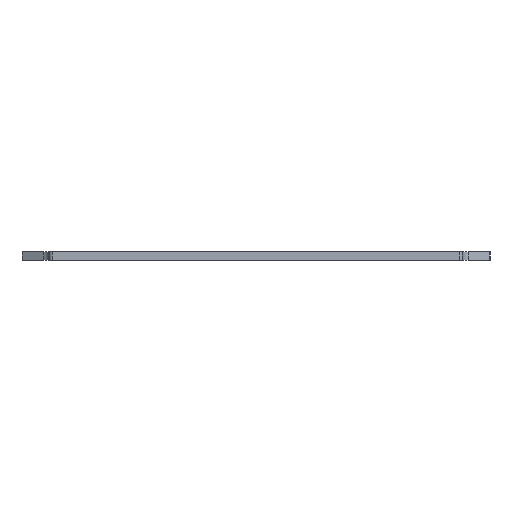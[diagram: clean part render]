
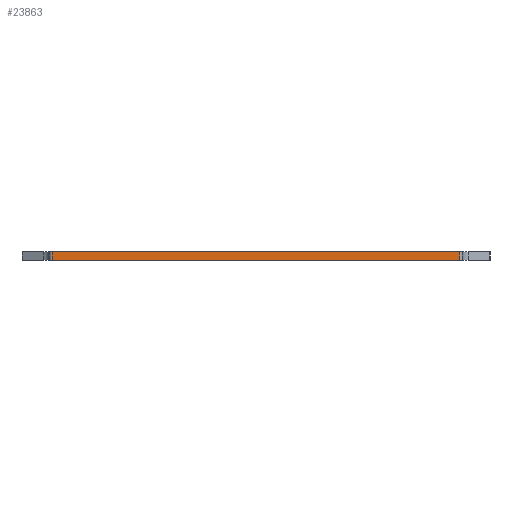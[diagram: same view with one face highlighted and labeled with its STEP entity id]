
A CAD part, left-side view. The second image highlights one B-rep face of the part: STEP entity #23863.
In plain terms, the highlighted planar face has unit normal (-1, 0, 0).
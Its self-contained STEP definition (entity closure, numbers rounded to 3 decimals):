
#84 = PLANE('',#85);
#85 = AXIS2_PLACEMENT_3D('',#86,#87,#88);
#86 = CARTESIAN_POINT('',(134.142,-53.18,1.6));
#87 = DIRECTION('',(0.,0.,-1.));
#88 = DIRECTION('',(-1.,0.,0.));
#143 = PLANE('',#144);
#144 = AXIS2_PLACEMENT_3D('',#145,#146,#147);
#145 = CARTESIAN_POINT('',(134.142,-53.18,0.));
#146 = DIRECTION('',(0.,0.,-1.));
#147 = DIRECTION('',(-1.,0.,0.));
#968 = VERTEX_POINT('',#969);
#969 = CARTESIAN_POINT('',(13.224,-90.255,0.));
#988 = CYLINDRICAL_SURFACE('',#989,0.5);
#989 = AXIS2_PLACEMENT_3D('',#990,#991,#992);
#990 = CARTESIAN_POINT('',(13.724,-90.255,0.));
#991 = DIRECTION('',(0.,0.,-1.));
#992 = DIRECTION('',(1.,0.,0.));
#1000 = EDGE_CURVE('',#968,#1001,#1003,.T.);
#1001 = VERTEX_POINT('',#1002);
#1002 = CARTESIAN_POINT('',(13.224,-16.105,0.));
#1003 = SURFACE_CURVE('',#1004,(#1008,#1015),.PCURVE_S1.);
#1004 = LINE('',#1005,#1006);
#1005 = CARTESIAN_POINT('',(13.224,-90.255,0.));
#1006 = VECTOR('',#1007,1.);
#1007 = DIRECTION('',(0.,1.,0.));
#1008 = PCURVE('',#143,#1009);
#1009 = DEFINITIONAL_REPRESENTATION('',(#1010),#1014);
#1010 = LINE('',#1011,#1012);
#1011 = CARTESIAN_POINT('',(120.919,-37.075));
#1012 = VECTOR('',#1013,1.);
#1013 = DIRECTION('',(0.,1.));
#1014 = ( GEOMETRIC_REPRESENTATION_CONTEXT(2) 
PARAMETRIC_REPRESENTATION_CONTEXT() REPRESENTATION_CONTEXT('2D SPACE',''
  ) );
#1015 = PCURVE('',#1016,#1021);
#1016 = PLANE('',#1017);
#1017 = AXIS2_PLACEMENT_3D('',#1018,#1019,#1020);
#1018 = CARTESIAN_POINT('',(13.224,-90.255,0.));
#1019 = DIRECTION('',(-1.,0.,0.));
#1020 = DIRECTION('',(0.,1.,0.));
#1021 = DEFINITIONAL_REPRESENTATION('',(#1022),#1026);
#1022 = LINE('',#1023,#1024);
#1023 = CARTESIAN_POINT('',(0.,0.));
#1024 = VECTOR('',#1025,1.);
#1025 = DIRECTION('',(1.,0.));
#1026 = ( GEOMETRIC_REPRESENTATION_CONTEXT(2) 
PARAMETRIC_REPRESENTATION_CONTEXT() REPRESENTATION_CONTEXT('2D SPACE',''
  ) );
#1049 = CYLINDRICAL_SURFACE('',#1050,0.5);
#1050 = AXIS2_PLACEMENT_3D('',#1051,#1052,#1053);
#1051 = CARTESIAN_POINT('',(13.724,-16.105,0.));
#1052 = DIRECTION('',(0.,0.,-1.));
#1053 = DIRECTION('',(1.,0.,0.));
#13532 = VERTEX_POINT('',#13533);
#13533 = CARTESIAN_POINT('',(13.224,-90.255,1.6));
#13559 = EDGE_CURVE('',#13532,#13560,#13562,.T.);
#13560 = VERTEX_POINT('',#13561);
#13561 = CARTESIAN_POINT('',(13.224,-16.105,1.6));
#13562 = SURFACE_CURVE('',#13563,(#13567,#13574),.PCURVE_S1.);
#13563 = LINE('',#13564,#13565);
#13564 = CARTESIAN_POINT('',(13.224,-90.255,1.6));
#13565 = VECTOR('',#13566,1.);
#13566 = DIRECTION('',(0.,1.,0.));
#13567 = PCURVE('',#84,#13568);
#13568 = DEFINITIONAL_REPRESENTATION('',(#13569),#13573);
#13569 = LINE('',#13570,#13571);
#13570 = CARTESIAN_POINT('',(120.919,-37.075));
#13571 = VECTOR('',#13572,1.);
#13572 = DIRECTION('',(0.,1.));
#13573 = ( GEOMETRIC_REPRESENTATION_CONTEXT(2) 
PARAMETRIC_REPRESENTATION_CONTEXT() REPRESENTATION_CONTEXT('2D SPACE',''
  ) );
#13574 = PCURVE('',#1016,#13575);
#13575 = DEFINITIONAL_REPRESENTATION('',(#13576),#13580);
#13576 = LINE('',#13577,#13578);
#13577 = CARTESIAN_POINT('',(0.,-1.6));
#13578 = VECTOR('',#13579,1.);
#13579 = DIRECTION('',(1.,0.));
#13580 = ( GEOMETRIC_REPRESENTATION_CONTEXT(2) 
PARAMETRIC_REPRESENTATION_CONTEXT() REPRESENTATION_CONTEXT('2D SPACE',''
  ) );
#23815 = EDGE_CURVE('',#1001,#13560,#23816,.T.);
#23816 = SURFACE_CURVE('',#23817,(#23821,#23828),.PCURVE_S1.);
#23817 = LINE('',#23818,#23819);
#23818 = CARTESIAN_POINT('',(13.224,-16.105,0.));
#23819 = VECTOR('',#23820,1.);
#23820 = DIRECTION('',(0.,0.,1.));
#23821 = PCURVE('',#1049,#23822);
#23822 = DEFINITIONAL_REPRESENTATION('',(#23823),#23827);
#23823 = LINE('',#23824,#23825);
#23824 = CARTESIAN_POINT('',(-3.142,0.));
#23825 = VECTOR('',#23826,1.);
#23826 = DIRECTION('',(0.,-1.));
#23827 = ( GEOMETRIC_REPRESENTATION_CONTEXT(2) 
PARAMETRIC_REPRESENTATION_CONTEXT() REPRESENTATION_CONTEXT('2D SPACE',''
  ) );
#23828 = PCURVE('',#1016,#23829);
#23829 = DEFINITIONAL_REPRESENTATION('',(#23830),#23834);
#23830 = LINE('',#23831,#23832);
#23831 = CARTESIAN_POINT('',(74.15,0.));
#23832 = VECTOR('',#23833,1.);
#23833 = DIRECTION('',(0.,-1.));
#23834 = ( GEOMETRIC_REPRESENTATION_CONTEXT(2) 
PARAMETRIC_REPRESENTATION_CONTEXT() REPRESENTATION_CONTEXT('2D SPACE',''
  ) );
#23863 = ADVANCED_FACE('',(#23864),#1016,.T.);
#23864 = FACE_BOUND('',#23865,.T.);
#23865 = EDGE_LOOP('',(#23866,#23887,#23888,#23889));
#23866 = ORIENTED_EDGE('',*,*,#23867,.T.);
#23867 = EDGE_CURVE('',#968,#13532,#23868,.T.);
#23868 = SURFACE_CURVE('',#23869,(#23873,#23880),.PCURVE_S1.);
#23869 = LINE('',#23870,#23871);
#23870 = CARTESIAN_POINT('',(13.224,-90.255,0.));
#23871 = VECTOR('',#23872,1.);
#23872 = DIRECTION('',(0.,0.,1.));
#23873 = PCURVE('',#1016,#23874);
#23874 = DEFINITIONAL_REPRESENTATION('',(#23875),#23879);
#23875 = LINE('',#23876,#23877);
#23876 = CARTESIAN_POINT('',(0.,0.));
#23877 = VECTOR('',#23878,1.);
#23878 = DIRECTION('',(0.,-1.));
#23879 = ( GEOMETRIC_REPRESENTATION_CONTEXT(2) 
PARAMETRIC_REPRESENTATION_CONTEXT() REPRESENTATION_CONTEXT('2D SPACE',''
  ) );
#23880 = PCURVE('',#988,#23881);
#23881 = DEFINITIONAL_REPRESENTATION('',(#23882),#23886);
#23882 = LINE('',#23883,#23884);
#23883 = CARTESIAN_POINT('',(-3.142,0.));
#23884 = VECTOR('',#23885,1.);
#23885 = DIRECTION('',(0.,-1.));
#23886 = ( GEOMETRIC_REPRESENTATION_CONTEXT(2) 
PARAMETRIC_REPRESENTATION_CONTEXT() REPRESENTATION_CONTEXT('2D SPACE',''
  ) );
#23887 = ORIENTED_EDGE('',*,*,#13559,.T.);
#23888 = ORIENTED_EDGE('',*,*,#23815,.F.);
#23889 = ORIENTED_EDGE('',*,*,#1000,.F.);
